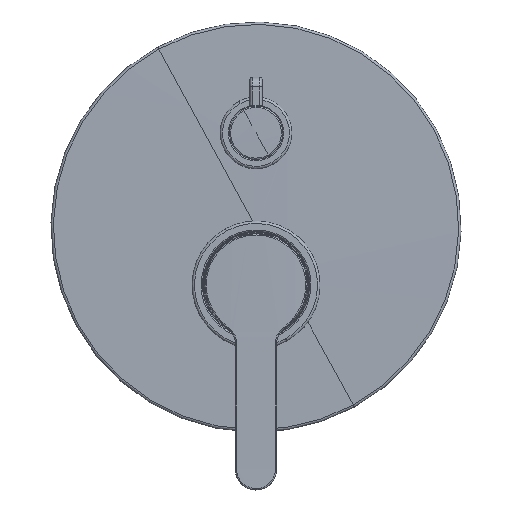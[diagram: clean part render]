
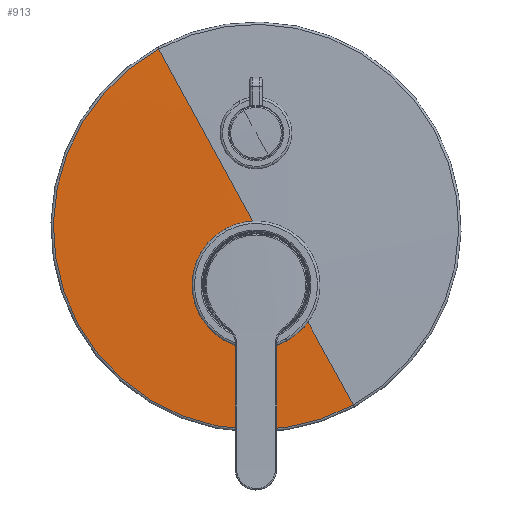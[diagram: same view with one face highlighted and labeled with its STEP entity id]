
A CAD part, top view. The second image highlights one B-rep face of the part: STEP entity #913.
In plain terms, the highlighted spherical face has radius 7225.25 mm.
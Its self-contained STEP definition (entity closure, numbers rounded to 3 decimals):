
#51=CARTESIAN_POINT('Vertex',(-24.25,-24.,7.919)) ;
#55=CARTESIAN_POINT('Control Point',(20.332,-37.217,7.876)) ;
#56=CARTESIAN_POINT('Control Point',(17.776,-41.149,7.862)) ;
#57=CARTESIAN_POINT('Control Point',(14.267,-44.466,7.851)) ;
#58=CARTESIAN_POINT('Control Point',(10.002,-46.856,7.844)) ;
#59=CARTESIAN_POINT('Control Point',(0.757,-49.355,7.835)) ;
#60=CARTESIAN_POINT('Control Point',(-8.606,-47.39,7.842)) ;
#61=CARTESIAN_POINT('Control Point',(-12.925,-45.309,7.849)) ;
#62=CARTESIAN_POINT('Control Point',(-19.066,-40.23,7.866)) ;
#63=CARTESIAN_POINT('Control Point',(-22.731,-33.295,7.889)) ;
#64=CARTESIAN_POINT('Control Point',(-23.745,-30.265,7.899)) ;
#65=CARTESIAN_POINT('Control Point',(-24.25,-27.13,7.909)) ;
#66=CARTESIAN_POINT('Control Point',(-24.25,-24.,7.919)) ;
#67=CARTESIAN_POINT('Vertex',(20.332,-37.217,7.876)) ;
#187=CARTESIAN_POINT('Axis2P3D Location',(0.,0.,-7217.25)) ;
#192=CARTESIAN_POINT('Axis2P3D Location',(0.,0.,-7217.25)) ;
#196=CARTESIAN_POINT('Vertex',(40.277,-73.727,7.512)) ;
#203=CARTESIAN_POINT('Vertex',(-40.277,73.727,7.512)) ;
#206=CARTESIAN_POINT('Axis2P3D Location',(0.,0.,-7217.25)) ;
#210=CARTESIAN_POINT('Vertex',(-0.136,0.25,8.)) ;
#551=CARTESIAN_POINT('Axis2P3D Location',(0.,0.,7.512)) ;
#872=CARTESIAN_POINT('Control Point',(-24.25,-24.,7.919)) ;
#873=CARTESIAN_POINT('Control Point',(-24.25,-22.334,7.925)) ;
#874=CARTESIAN_POINT('Control Point',(-24.107,-20.67,7.931)) ;
#875=CARTESIAN_POINT('Control Point',(-23.821,-19.024,7.936)) ;
#876=CARTESIAN_POINT('Control Point',(-22.631,-14.506,7.951)) ;
#877=CARTESIAN_POINT('Control Point',(-20.4,-10.384,7.965)) ;
#878=CARTESIAN_POINT('Control Point',(-18.577,-7.988,7.973)) ;
#879=CARTESIAN_POINT('Control Point',(-15.658,-5.195,7.982)) ;
#880=CARTESIAN_POINT('Control Point',(-12.388,-3.116,7.989)) ;
#881=CARTESIAN_POINT('Control Point',(-11.51,-2.621,7.99)) ;
#882=CARTESIAN_POINT('Control Point',(-9.896,-1.818,7.993)) ;
#883=CARTESIAN_POINT('Control Point',(-8.294,-1.193,7.995)) ;
#884=CARTESIAN_POINT('Control Point',(-7.582,-0.948,7.996)) ;
#885=CARTESIAN_POINT('Control Point',(-6.13,-0.51,7.997)) ;
#886=CARTESIAN_POINT('Control Point',(-4.834,-0.222,7.998)) ;
#887=CARTESIAN_POINT('Control Point',(-4.217,-0.11,7.999)) ;
#888=CARTESIAN_POINT('Control Point',(-3.154,0.055,7.999)) ;
#889=CARTESIAN_POINT('Control Point',(-2.419,0.132,8.)) ;
#890=CARTESIAN_POINT('Control Point',(-2.13,0.158,8.)) ;
#891=CARTESIAN_POINT('Control Point',(-1.54,0.205,8.)) ;
#892=CARTESIAN_POINT('Control Point',(-1.219,0.22,8.)) ;
#893=CARTESIAN_POINT('Control Point',(-1.072,0.227,8.)) ;
#894=CARTESIAN_POINT('Control Point',(-0.811,0.237,8.)) ;
#895=CARTESIAN_POINT('Control Point',(-0.662,0.241,8.)) ;
#896=CARTESIAN_POINT('Control Point',(-0.595,0.243,8.)) ;
#897=CARTESIAN_POINT('Control Point',(-0.494,0.245,8.)) ;
#898=CARTESIAN_POINT('Control Point',(-0.422,0.246,8.)) ;
#899=CARTESIAN_POINT('Control Point',(-0.393,0.247,8.)) ;
#900=CARTESIAN_POINT('Control Point',(-0.296,0.248,8.)) ;
#901=CARTESIAN_POINT('Control Point',(-0.235,0.249,8.)) ;
#902=CARTESIAN_POINT('Control Point',(-0.198,0.249,8.)) ;
#903=CARTESIAN_POINT('Control Point',(-0.166,0.249,8.)) ;
#904=CARTESIAN_POINT('Control Point',(-0.136,0.25,8.)) ;
#188=DIRECTION('Axis2P3D Direction',(0.,0.,1.)) ;
#189=DIRECTION('Axis2P3D XDirection',(0.479,-0.878,0.)) ;
#193=DIRECTION('Axis2P3D Direction',(-0.878,-0.479,0.)) ;
#207=DIRECTION('Axis2P3D Direction',(0.878,0.479,-0.)) ;
#552=DIRECTION('Axis2P3D Direction',(0.,0.,-1.)) ;
#190=AXIS2_PLACEMENT_3D('Sphere Axis2P3D',#187,#188,#189) ;
#194=AXIS2_PLACEMENT_3D('Circle Axis2P3D',#192,#193,$) ;
#208=AXIS2_PLACEMENT_3D('Circle Axis2P3D',#206,#207,$) ;
#553=AXIS2_PLACEMENT_3D('Circle Axis2P3D',#551,#552,$) ;
#195=CIRCLE('generated circle',#194,7225.25) ;
#209=CIRCLE('generated circle',#208,7225.25) ;
#554=CIRCLE('generated circle',#553,84.012) ;
#191=SPHERICAL_SURFACE('',#190,7225.25) ;
#69=EDGE_CURVE('',#68,#52,#54,.T.) ;
#198=EDGE_CURVE('',#68,#197,#195,.F.) ;
#212=EDGE_CURVE('',#211,#204,#209,.F.) ;
#555=EDGE_CURVE('',#204,#197,#554,.F.) ;
#905=EDGE_CURVE('',#52,#211,#871,.T.) ;
#907=ORIENTED_EDGE('',*,*,#212,.T.) ;
#908=ORIENTED_EDGE('',*,*,#555,.T.) ;
#909=ORIENTED_EDGE('',*,*,#198,.F.) ;
#910=ORIENTED_EDGE('',*,*,#69,.T.) ;
#911=ORIENTED_EDGE('',*,*,#905,.T.) ;
#906=EDGE_LOOP('',(#907,#908,#909,#910,#911)) ;
#52=VERTEX_POINT('',#51) ;
#68=VERTEX_POINT('',#67) ;
#197=VERTEX_POINT('',#196) ;
#204=VERTEX_POINT('',#203) ;
#211=VERTEX_POINT('',#210) ;
#913=ADVANCED_FACE('PartBody',(#912),#191,.T.) ;
#54=B_SPLINE_CURVE_WITH_KNOTS('',5,(#55,#56,#57,#58,#59,#60,#61,#62,#63,#64,#65,#66),.UNSPECIFIED.,.F.,.U.,(6,3,3,6),(0.,3516.539,6969.333,9325.031),.UNSPECIFIED.) ;
#871=B_SPLINE_CURVE_WITH_KNOTS('',5,(#872,#873,#874,#875,#876,#877,#878,#879,#880,#881,#882,#883,#884,#885,#886,#887,#888,#889,#890,#891,#892,#893,#894,#895,#896,#897,#898,#899,#900,#901,#902,#903,#904),.UNSPECIFIED.,.F.,.U.,(6,3,3,3,3,3,3,3,3,3,6),(0.,1253.616,3515.522,4323.156,4983.732,5712.051,6437.494,7552.721,8975.783,10141.389,13401.95),.UNSPECIFIED.) ;
#912=FACE_OUTER_BOUND('',#906,.T.) ;
